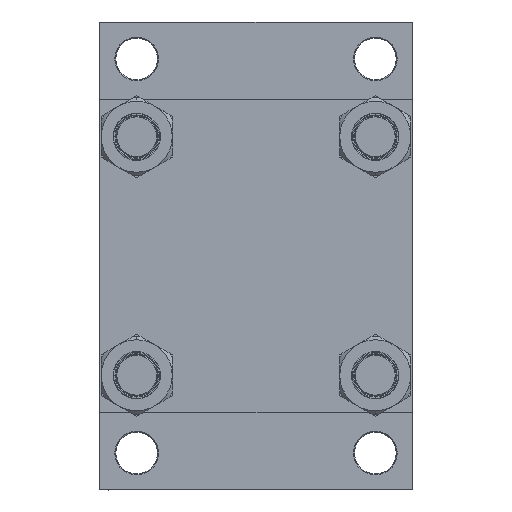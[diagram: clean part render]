
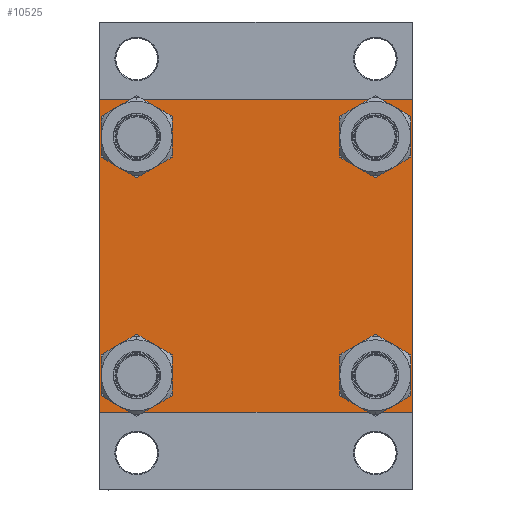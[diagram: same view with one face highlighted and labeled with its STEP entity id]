
A CAD part, left-side view. The second image highlights one B-rep face of the part: STEP entity #10525.
In plain terms, the highlighted planar face has unit normal (-1, 0, 0).
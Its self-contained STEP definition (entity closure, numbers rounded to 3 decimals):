
#23 = DIRECTION ( 'NONE',  ( 0., 0., 1. ) ) ;
#233 = CARTESIAN_POINT ( 'NONE',  ( 0., -82., 82.5 ) ) ;
#319 = DIRECTION ( 'NONE',  ( 0., 0., 1. ) ) ;
#607 = VERTEX_POINT ( 'NONE', #42054 ) ;
#813 = DIRECTION ( 'NONE',  ( 0., 0., 1. ) ) ;
#1054 = AXIS2_PLACEMENT_3D ( 'NONE', #37125, #22508, #813 ) ;
#1079 = VERTEX_POINT ( 'NONE', #6427 ) ;
#1095 = CARTESIAN_POINT ( 'NONE',  ( 0., -62.95, -62.95 ) ) ;
#1434 = ORIENTED_EDGE ( 'NONE', *, *, #43366, .T. ) ;
#1441 = EDGE_CURVE ( 'NONE', #607, #6949, #29121, .T. ) ;
#3371 = EDGE_CURVE ( 'NONE', #4563, #43987, #26828, .T. ) ;
#3528 = CARTESIAN_POINT ( 'NONE',  ( 0., -82.25, 82.25 ) ) ;
#4517 = EDGE_CURVE ( 'NONE', #10025, #15160, #31970, .T. ) ;
#4563 = VERTEX_POINT ( 'NONE', #7361 ) ;
#5300 = EDGE_CURVE ( 'NONE', #40500, #29589, #15106, .T. ) ;
#6167 = VERTEX_POINT ( 'NONE', #9400 ) ;
#6397 = CARTESIAN_POINT ( 'NONE',  ( 0., 82.5, 82.5 ) ) ;
#6417 = EDGE_CURVE ( 'NONE', #29474, #24021, #30551, .T. ) ;
#6427 = CARTESIAN_POINT ( 'NONE',  ( 0., 82., 82.5 ) ) ;
#6518 = ORIENTED_EDGE ( 'NONE', *, *, #33051, .T. ) ;
#6591 = AXIS2_PLACEMENT_3D ( 'NONE', #16973, #20869, #28413 ) ;
#6618 = DIRECTION ( 'NONE',  ( -1., 0., 0. ) ) ;
#6842 = CARTESIAN_POINT ( 'NONE',  ( 0., -82.5, -82. ) ) ;
#6949 = VERTEX_POINT ( 'NONE', #18938 ) ;
#7018 = ORIENTED_EDGE ( 'NONE', *, *, #29591, .T. ) ;
#7038 = CARTESIAN_POINT ( 'NONE',  ( 0., -82.5, 82.5 ) ) ;
#7332 = EDGE_CURVE ( 'NONE', #15160, #29474, #13053, .T. ) ;
#7335 = FACE_BOUND ( 'NONE', #27482, .T. ) ;
#7361 = CARTESIAN_POINT ( 'NONE',  ( 0., -62.95, 51.45 ) ) ;
#8666 = CARTESIAN_POINT ( 'NONE',  ( 0., 82.5, -82. ) ) ;
#9110 = ORIENTED_EDGE ( 'NONE', *, *, #35644, .T. ) ;
#9130 = CARTESIAN_POINT ( 'NONE',  ( 0., 62.95, -74.45 ) ) ;
#9400 = CARTESIAN_POINT ( 'NONE',  ( 0., -82.5, 82. ) ) ;
#9628 = DIRECTION ( 'NONE',  ( 1., 0., 0. ) ) ;
#9919 = DIRECTION ( 'NONE',  ( 1., 0., 0. ) ) ;
#10025 = VERTEX_POINT ( 'NONE', #37811 ) ;
#10193 = EDGE_CURVE ( 'NONE', #29589, #40500, #28526, .T. ) ;
#10525 = ADVANCED_FACE ( 'NONE', ( #25612, #7335, #44354, #36330, #40461 ), #40936, .T. ) ;
#10858 = ORIENTED_EDGE ( 'NONE', *, *, #5300, .T. ) ;
#11243 = CARTESIAN_POINT ( 'NONE',  ( 0., -82.25, -82.25 ) ) ;
#11411 = CIRCLE ( 'NONE', #14541, 11.5 ) ;
#11421 = EDGE_CURVE ( 'NONE', #1079, #15052, #46801, .T. ) ;
#11774 = VECTOR ( 'NONE', #22612, 1000. ) ;
#12203 = LINE ( 'NONE', #11243, #46344 ) ;
#12536 = DIRECTION ( 'NONE',  ( 1., 0., 0. ) ) ;
#12600 = AXIS2_PLACEMENT_3D ( 'NONE', #1095, #42717, #24228 ) ;
#12762 = ORIENTED_EDGE ( 'NONE', *, *, #4517, .T. ) ;
#13053 = LINE ( 'NONE', #27426, #17508 ) ;
#13870 = CARTESIAN_POINT ( 'NONE',  ( 0., -62.95, -51.45 ) ) ;
#14170 = CIRCLE ( 'NONE', #12600, 11.5 ) ;
#14541 = AXIS2_PLACEMENT_3D ( 'NONE', #29156, #9919, #47642 ) ;
#15052 = VERTEX_POINT ( 'NONE', #233 ) ;
#15106 = CIRCLE ( 'NONE', #26782, 11.5 ) ;
#15160 = VERTEX_POINT ( 'NONE', #8666 ) ;
#15518 = CIRCLE ( 'NONE', #19389, 11.5 ) ;
#15966 = ORIENTED_EDGE ( 'NONE', *, *, #3371, .T. ) ;
#16593 = EDGE_CURVE ( 'NONE', #43987, #4563, #15518, .T. ) ;
#16716 = DIRECTION ( 'NONE',  ( 0., 0., 1. ) ) ;
#16973 = CARTESIAN_POINT ( 'NONE',  ( 0., -62.95, 62.95 ) ) ;
#17113 = DIRECTION ( 'NONE',  ( 0., -1., 0. ) ) ;
#17508 = VECTOR ( 'NONE', #27902, 1000. ) ;
#18388 = DIRECTION ( 'NONE',  ( 0., 0.707, 0.707 ) ) ;
#18925 = ORIENTED_EDGE ( 'NONE', *, *, #1441, .T. ) ;
#18938 = CARTESIAN_POINT ( 'NONE',  ( 0., 62.95, 51.45 ) ) ;
#19163 = CARTESIAN_POINT ( 'NONE',  ( 0., -62.95, 74.45 ) ) ;
#19389 = AXIS2_PLACEMENT_3D ( 'NONE', #39307, #20333, #35177 ) ;
#20333 = DIRECTION ( 'NONE',  ( 1., 0., 0. ) ) ;
#20869 = DIRECTION ( 'NONE',  ( 1., 0., 0. ) ) ;
#22508 = DIRECTION ( 'NONE',  ( 1., 0., 0. ) ) ;
#22612 = DIRECTION ( 'NONE',  ( 0., 0., -1. ) ) ;
#23198 = VERTEX_POINT ( 'NONE', #6842 ) ;
#23320 = ORIENTED_EDGE ( 'NONE', *, *, #11421, .F. ) ;
#23494 = DIRECTION ( 'NONE',  ( 0., -1., 0. ) ) ;
#24021 = VERTEX_POINT ( 'NONE', #27690 ) ;
#24228 = DIRECTION ( 'NONE',  ( 0., 0., 1. ) ) ;
#25409 = AXIS2_PLACEMENT_3D ( 'NONE', #32734, #29079, #319 ) ;
#25612 = FACE_BOUND ( 'NONE', #30423, .T. ) ;
#25681 = ORIENTED_EDGE ( 'NONE', *, *, #27958, .F. ) ;
#26782 = AXIS2_PLACEMENT_3D ( 'NONE', #46160, #9628, #16716 ) ;
#26828 = CIRCLE ( 'NONE', #6591, 11.5 ) ;
#27426 = CARTESIAN_POINT ( 'NONE',  ( 0., 82.25, -82.25 ) ) ;
#27482 = EDGE_LOOP ( 'NONE', ( #7018, #47785 ) ) ;
#27488 = EDGE_LOOP ( 'NONE', ( #10858, #35765 ) ) ;
#27551 = VECTOR ( 'NONE', #39036, 1000. ) ;
#27690 = CARTESIAN_POINT ( 'NONE',  ( 0., -82., -82.5 ) ) ;
#27721 = AXIS2_PLACEMENT_3D ( 'NONE', #47513, #6618, #23 ) ;
#27902 = DIRECTION ( 'NONE',  ( 0., -0.707, -0.707 ) ) ;
#27958 = EDGE_CURVE ( 'NONE', #6167, #23198, #33328, .T. ) ;
#27993 = CARTESIAN_POINT ( 'NONE',  ( 0., -62.95, -74.45 ) ) ;
#28413 = DIRECTION ( 'NONE',  ( 0., 0., 1. ) ) ;
#28526 = CIRCLE ( 'NONE', #25409, 11.5 ) ;
#29079 = DIRECTION ( 'NONE',  ( 1., 0., 0. ) ) ;
#29121 = CIRCLE ( 'NONE', #29874, 11.5 ) ;
#29156 = CARTESIAN_POINT ( 'NONE',  ( 0., -62.95, -62.95 ) ) ;
#29474 = VERTEX_POINT ( 'NONE', #37814 ) ;
#29589 = VERTEX_POINT ( 'NONE', #9130 ) ;
#29591 = EDGE_CURVE ( 'NONE', #32480, #38350, #14170, .T. ) ;
#29874 = AXIS2_PLACEMENT_3D ( 'NONE', #46120, #12536, #45886 ) ;
#30300 = LINE ( 'NONE', #41257, #43889 ) ;
#30423 = EDGE_LOOP ( 'NONE', ( #44804, #15966 ) ) ;
#30546 = ORIENTED_EDGE ( 'NONE', *, *, #34669, .T. ) ;
#30551 = LINE ( 'NONE', #34446, #31489 ) ;
#31440 = VECTOR ( 'NONE', #18388, 1000. ) ;
#31489 = VECTOR ( 'NONE', #23494, 1000. ) ;
#31918 = EDGE_LOOP ( 'NONE', ( #18925, #6518 ) ) ;
#31970 = LINE ( 'NONE', #6397, #27551 ) ;
#32176 = CARTESIAN_POINT ( 'NONE',  ( 0., 62.95, -51.45 ) ) ;
#32480 = VERTEX_POINT ( 'NONE', #13870 ) ;
#32734 = CARTESIAN_POINT ( 'NONE',  ( 0., 62.95, -62.95 ) ) ;
#33051 = EDGE_CURVE ( 'NONE', #6949, #607, #43816, .T. ) ;
#33328 = LINE ( 'NONE', #7038, #11774 ) ;
#34446 = CARTESIAN_POINT ( 'NONE',  ( 0., 82.5, -82.5 ) ) ;
#34669 = EDGE_CURVE ( 'NONE', #1079, #10025, #30300, .T. ) ;
#35177 = DIRECTION ( 'NONE',  ( 0., 0., 1. ) ) ;
#35644 = EDGE_CURVE ( 'NONE', #6167, #15052, #36887, .T. ) ;
#35765 = ORIENTED_EDGE ( 'NONE', *, *, #10193, .T. ) ;
#36330 = FACE_BOUND ( 'NONE', #31918, .T. ) ;
#36887 = LINE ( 'NONE', #3528, #31440 ) ;
#37125 = CARTESIAN_POINT ( 'NONE',  ( 0., 62.95, 62.95 ) ) ;
#37811 = CARTESIAN_POINT ( 'NONE',  ( 0., 82.5, 82. ) ) ;
#37814 = CARTESIAN_POINT ( 'NONE',  ( 0., 82., -82.5 ) ) ;
#38350 = VERTEX_POINT ( 'NONE', #27993 ) ;
#39036 = DIRECTION ( 'NONE',  ( 0., 0., -1. ) ) ;
#39307 = CARTESIAN_POINT ( 'NONE',  ( 0., -62.95, 62.95 ) ) ;
#40461 = FACE_OUTER_BOUND ( 'NONE', #46538, .T. ) ;
#40500 = VERTEX_POINT ( 'NONE', #32176 ) ;
#40936 = PLANE ( 'NONE',  #27721 ) ;
#41006 = VECTOR ( 'NONE', #17113, 1000. ) ;
#41257 = CARTESIAN_POINT ( 'NONE',  ( 0., 82.25, 82.25 ) ) ;
#41900 = DIRECTION ( 'NONE',  ( 0., -0.707, 0.707 ) ) ;
#42054 = CARTESIAN_POINT ( 'NONE',  ( 0., 62.95, 74.45 ) ) ;
#42717 = DIRECTION ( 'NONE',  ( 1., 0., 0. ) ) ;
#43153 = CARTESIAN_POINT ( 'NONE',  ( 0., 82.5, 82.5 ) ) ;
#43366 = EDGE_CURVE ( 'NONE', #24021, #23198, #12203, .T. ) ;
#43816 = CIRCLE ( 'NONE', #1054, 11.5 ) ;
#43889 = VECTOR ( 'NONE', #45157, 1000. ) ;
#43987 = VERTEX_POINT ( 'NONE', #19163 ) ;
#44030 = ORIENTED_EDGE ( 'NONE', *, *, #7332, .T. ) ;
#44321 = ORIENTED_EDGE ( 'NONE', *, *, #6417, .T. ) ;
#44354 = FACE_BOUND ( 'NONE', #27488, .T. ) ;
#44804 = ORIENTED_EDGE ( 'NONE', *, *, #16593, .T. ) ;
#44897 = EDGE_CURVE ( 'NONE', #38350, #32480, #11411, .T. ) ;
#45157 = DIRECTION ( 'NONE',  ( 0., 0.707, -0.707 ) ) ;
#45886 = DIRECTION ( 'NONE',  ( 0., 0., 1. ) ) ;
#46120 = CARTESIAN_POINT ( 'NONE',  ( 0., 62.95, 62.95 ) ) ;
#46160 = CARTESIAN_POINT ( 'NONE',  ( 0., 62.95, -62.95 ) ) ;
#46344 = VECTOR ( 'NONE', #41900, 1000. ) ;
#46538 = EDGE_LOOP ( 'NONE', ( #12762, #44030, #44321, #1434, #25681, #9110, #23320, #30546 ) ) ;
#46801 = LINE ( 'NONE', #43153, #41006 ) ;
#47513 = CARTESIAN_POINT ( 'NONE',  ( 0., 0., 0. ) ) ;
#47642 = DIRECTION ( 'NONE',  ( 0., 0., 1. ) ) ;
#47785 = ORIENTED_EDGE ( 'NONE', *, *, #44897, .T. ) ;
